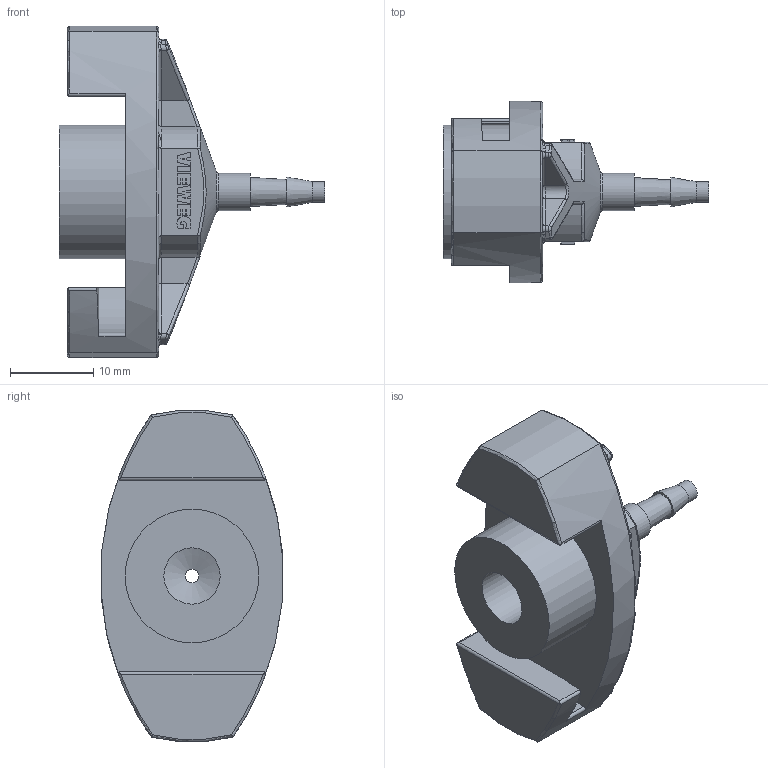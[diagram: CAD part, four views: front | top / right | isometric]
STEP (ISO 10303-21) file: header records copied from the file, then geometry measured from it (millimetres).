
FILE_DESCRIPTION(/* description */ ('Unknown','CAx-IF Rec.Pracs.---Representation and Presentation of Product Manufacturing Information (PMI)---4.0---2014-10-13','CAx-IF Rec.Pracs.---3D Tessellated Geometry---0.4---2014-09-14','2;1'),/* implementation_level */ '2;1');
FILE_NAME(/* name */ '503697_Adapterkopf_10cc',/* time_stamp */ '2022-07-29T13:25:37+02:00',/* author */ ('Unknown'),/* organization */ ('Unknown'),/* preprocessor_version */ 'ST-DEVELOPER v16.7',/* originating_system */ 'Solid Edge',/* authorisation */ 'Unknown');
FILE_SCHEMA (('AP242_MANAGED_MODEL_BASED_3D_ENGINEERING_MIM_LF { 1 0 10303 442 1 1 4 }'));
Length unit declared in the file: millimetre
Products named in the file (1): S01209_R1_Adapterkopf_10cc
Bounding box: 32 x 21.88 x 39.86 mm (x, y, z)
Volume: 6320.8 mm3; surface area: 4172.1 mm2
Topology: 1 solids, 1 shells, 294 faces, 752 edges, 477 vertices
Faces by surface type: plane 167, cylinder 52, bspline 40, torus 30, cone 5
Full cylindrical faces by diameter (mm): 1.6 x1, 2.5 x1, 4.5 x1, 6.788 x1, 10 x1, 16.1 x1
Entity records: 9343 total; most frequent: CARTESIAN_POINT 2554, ORIENTED_EDGE 1474, DIRECTION 1272, EDGE_CURVE 737, VERTEX_POINT 475, LINE 456, VECTOR 456, AXIS2_PLACEMENT_3D 408
